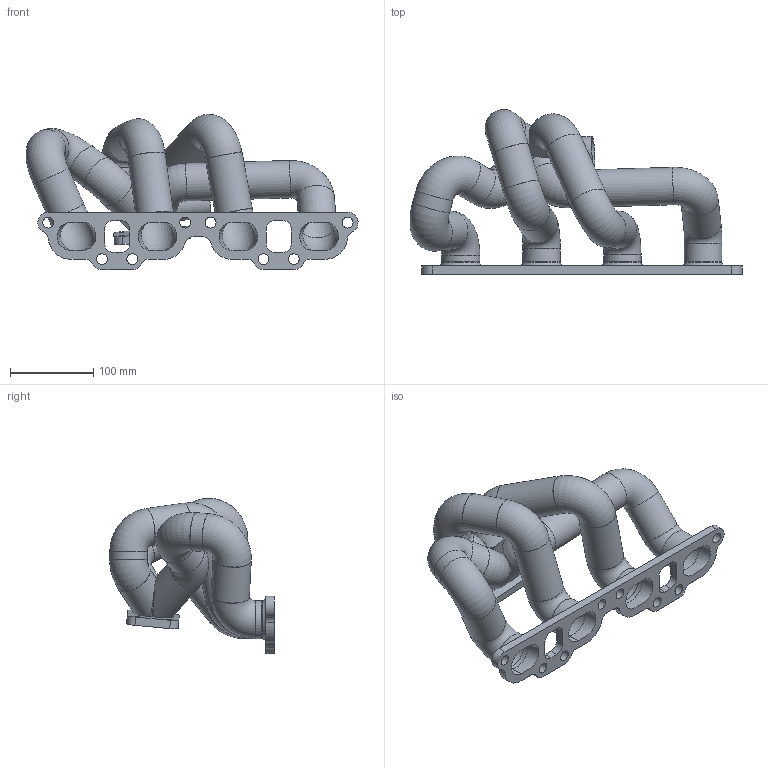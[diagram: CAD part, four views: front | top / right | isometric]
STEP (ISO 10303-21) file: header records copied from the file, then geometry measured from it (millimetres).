
FILE_DESCRIPTION(('FreeCAD Model'),'2;1');
FILE_NAME('Open CASCADE Shape Model','2025-05-04T19:14:45',('FreeCAD'),( 'FreeCAD'),'Open CASCADE STEP processor 7.6','FreeCAD','Unknown');
FILE_SCHEMA(('AUTOMOTIVE_DESIGN { 1 0 10303 214 1 1 1 1 }'));
Length unit declared in the file: millimetre
Products named in the file (1): Open CASCADE STEP translator 7.6 1
Bounding box: 398.62 x 197.51 x 186.23 mm (x, y, z)
Volume: 311007.9 mm3; surface area: 434843.9 mm2
Topology: 8 solids, 8 shells, 211 faces, 586 edges, 390 vertices
Faces by surface type: cylinder 115, plane 54, torus 32, bspline 6, cone 4
Full cylindrical faces by diameter (mm): 6.7 x4, 13 x8, 34 x1, 35 x1, 43 x4, 44 x14, 45 x13, 46 x5
Entity records: 9100 total; most frequent: CARTESIAN_POINT 3403, DIRECTION 1272, ORIENTED_EDGE 1172, EDGE_CURVE 586, AXIS2_PLACEMENT_3D 547, VERTEX_POINT 390, CIRCLE 276, FACE_BOUND 258
